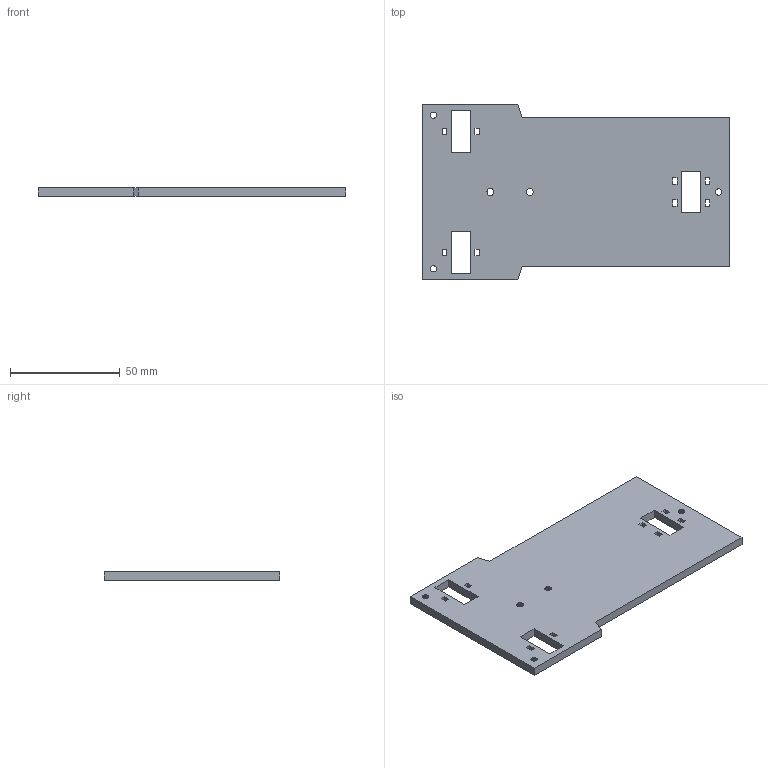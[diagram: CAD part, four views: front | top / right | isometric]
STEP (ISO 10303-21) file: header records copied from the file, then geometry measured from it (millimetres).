
FILE_DESCRIPTION(('FreeCAD Model'),'2;1');
FILE_NAME('y-carriage.step', '2014-10-28T05:07:23',('FreeCAD'),('FreeCAD'), 'Open CASCADE STEP processor 6.5','FreeCAD','Unknown');
FILE_SCHEMA(('AUTOMOTIVE_DESIGN_CC2 { 1 2 10303 214 -1 1 5 4 }'));
Length unit declared in the file: millimetre
Products named in the file (1): y-carriage
Bounding box: 140 x 80 x 4 mm (x, y, z)
Volume: 37862.5 mm3; surface area: 21855.6 mm2
Topology: 1 solids, 1 shells, 174 faces, 516 edges, 344 vertices
Faces by surface type: plane 174
Entity records: 12493 total; most frequent: CARTESIAN_POINT 2067, DIRECTION 1898, LINE 1548, VECTOR 1548, ORIENTED_EDGE 1032, PCURVE 1032, DEFINITIONAL_REPRESENTATION 1032, EDGE_CURVE 516
